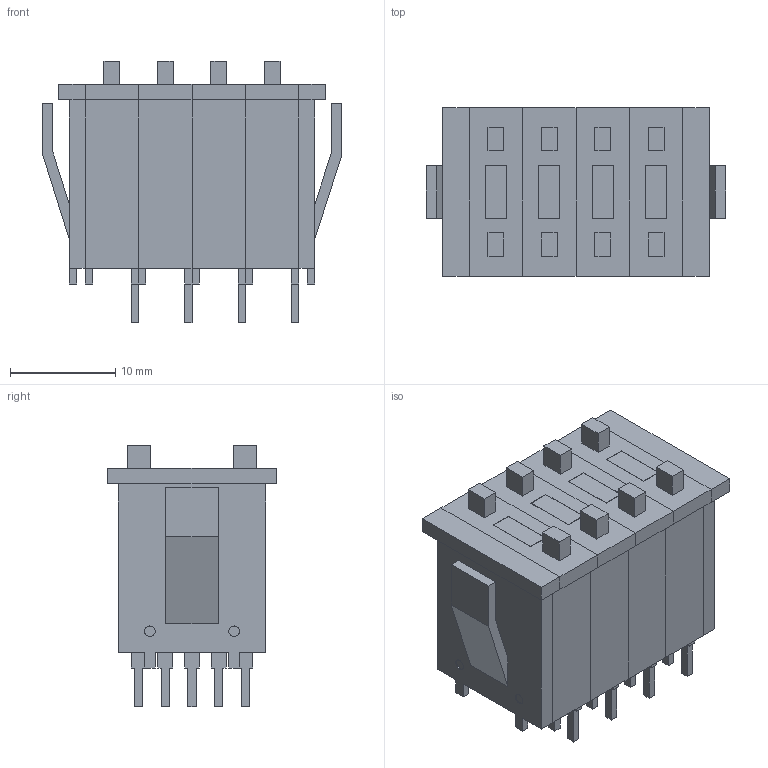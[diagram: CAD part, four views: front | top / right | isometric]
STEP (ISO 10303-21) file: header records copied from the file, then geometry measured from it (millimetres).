
FILE_DESCRIPTION (( 'STEP AP203' ), '1' );
FILE_NAME ('A7D_206_1_4UNIT(A7D_2M).step', '2013-07-18T10:34:35', ( 'OSMC1.0 TAKUMI' ), ( 'TAKUMI-Engniaring' ), 'SwSTEP 2.0', 'SolidWorks 2002025', '' );
FILE_SCHEMA (( 'CONFIG_CONTROL_DESIGN' ));
Length unit declared in the file: millimetre
Products named in the file (4): A7D_206_1_4UNIT(A7D_2M); A7D_2M_LEFT; A7D_206_BASE; A7D_2M_RIGHT
Assembly tree (6 placements, depth 2):
  A7D_206_1_4UNIT(A7D_2M)
    A7D_206_BASE  x4
    A7D_2M_RIGHT
    A7D_2M_LEFT
Bounding box: 28.52 x 16 x 24.9 mm (x, y, z)
Volume: 6089.3 mm3; surface area: 5557.2 mm2
Topology: 6 solids, 6 shells, 540 faces, 1356 edges, 904 vertices
Faces by surface type: plane 460, cylinder 80
Entity records: 6110 total; most frequent: CARTESIAN_POINT 988, ORIENTED_EDGE 948, DIRECTION 934, EDGE_CURVE 474, LINE 410, VECTOR 410, VERTEX_POINT 316, AXIS2_PLACEMENT_3D 262
